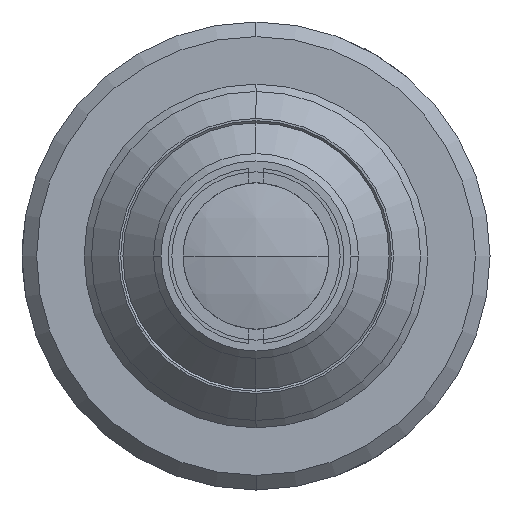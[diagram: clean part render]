
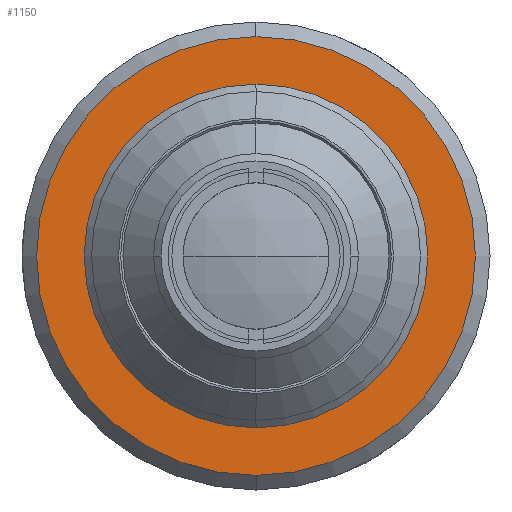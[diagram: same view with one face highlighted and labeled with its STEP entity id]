
A CAD part, left-side view. The second image highlights one B-rep face of the part: STEP entity #1150.
In plain terms, the highlighted planar face has unit normal (-1, 0, 0).
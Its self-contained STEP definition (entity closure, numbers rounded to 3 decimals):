
#61 = CARTESIAN_POINT ( 'NONE',  ( 67.79, 0., -30. ) ) ;
#123 = EDGE_CURVE ( 'NONE', #1948, #3825, #2762, .T. ) ;
#560 = CARTESIAN_POINT ( 'NONE',  ( 67.79, 0., 0. ) ) ;
#869 = AXIS2_PLACEMENT_3D ( 'NONE', #2895, #3907, #2237 ) ;
#953 = DIRECTION ( 'NONE',  ( 1., 0., 0. ) ) ;
#1150 = ADVANCED_FACE ( 'NONE', ( #4312, #3055 ), #3980, .F. ) ;
#1169 = DIRECTION ( 'NONE',  ( 1., 0., 0. ) ) ;
#1176 = DIRECTION ( 'NONE',  ( -1., 0., 0. ) ) ;
#1239 = CIRCLE ( 'NONE', #2302, 23.5 ) ;
#1271 = ORIENTED_EDGE ( 'NONE', *, *, #3577, .T. ) ;
#1464 = DIRECTION ( 'NONE',  ( 0., 0., -1. ) ) ;
#1494 = EDGE_CURVE ( 'NONE', #3269, #1893, #1239, .T. ) ;
#1866 = CARTESIAN_POINT ( 'NONE',  ( 67.79, 0., -23.5 ) ) ;
#1893 = VERTEX_POINT ( 'NONE', #1866 ) ;
#1948 = VERTEX_POINT ( 'NONE', #2352 ) ;
#2001 = DIRECTION ( 'NONE',  ( 1., 0., 0. ) ) ;
#2220 = EDGE_CURVE ( 'NONE', #3825, #1948, #2464, .T. ) ;
#2237 = DIRECTION ( 'NONE',  ( 0., 0., -1. ) ) ;
#2302 = AXIS2_PLACEMENT_3D ( 'NONE', #3711, #2001, #2369 ) ;
#2332 = CARTESIAN_POINT ( 'NONE',  ( 67.79, 32., 0. ) ) ;
#2352 = CARTESIAN_POINT ( 'NONE',  ( 67.79, 0., 30. ) ) ;
#2369 = DIRECTION ( 'NONE',  ( 0., 0., -1. ) ) ;
#2378 = AXIS2_PLACEMENT_3D ( 'NONE', #2332, #953, #4133 ) ;
#2464 = CIRCLE ( 'NONE', #3648, 30. ) ;
#2493 = ORIENTED_EDGE ( 'NONE', *, *, #123, .T. ) ;
#2523 = DIRECTION ( 'NONE',  ( 0., 0., -1. ) ) ;
#2560 = CARTESIAN_POINT ( 'NONE',  ( 67.79, 0., 0. ) ) ;
#2587 = CIRCLE ( 'NONE', #3709, 23.5 ) ;
#2762 = CIRCLE ( 'NONE', #869, 30. ) ;
#2872 = CARTESIAN_POINT ( 'NONE',  ( 67.79, 0., 23.5 ) ) ;
#2895 = CARTESIAN_POINT ( 'NONE',  ( 67.79, 0., 0. ) ) ;
#3055 = FACE_BOUND ( 'NONE', #3166, .T. ) ;
#3125 = EDGE_LOOP ( 'NONE', ( #3347, #2493 ) ) ;
#3166 = EDGE_LOOP ( 'NONE', ( #1271, #4120 ) ) ;
#3269 = VERTEX_POINT ( 'NONE', #2872 ) ;
#3347 = ORIENTED_EDGE ( 'NONE', *, *, #2220, .T. ) ;
#3577 = EDGE_CURVE ( 'NONE', #1893, #3269, #2587, .T. ) ;
#3648 = AXIS2_PLACEMENT_3D ( 'NONE', #560, #1176, #2523 ) ;
#3709 = AXIS2_PLACEMENT_3D ( 'NONE', #2560, #1169, #1464 ) ;
#3711 = CARTESIAN_POINT ( 'NONE',  ( 67.79, 0., 0. ) ) ;
#3825 = VERTEX_POINT ( 'NONE', #61 ) ;
#3907 = DIRECTION ( 'NONE',  ( -1., 0., 0. ) ) ;
#3980 = PLANE ( 'NONE',  #2378 ) ;
#4120 = ORIENTED_EDGE ( 'NONE', *, *, #1494, .T. ) ;
#4133 = DIRECTION ( 'NONE',  ( 0., 0., -1. ) ) ;
#4312 = FACE_OUTER_BOUND ( 'NONE', #3125, .T. ) ;
